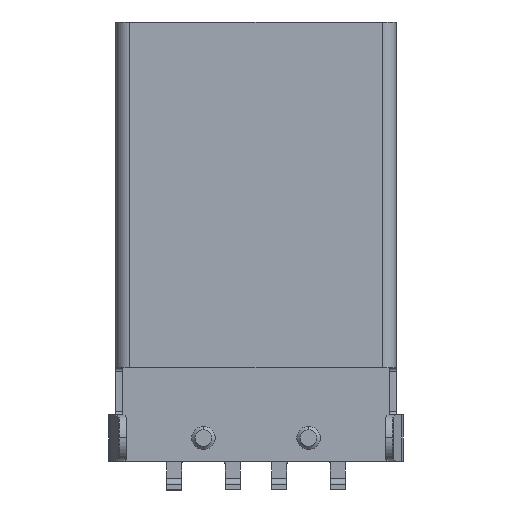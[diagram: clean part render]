
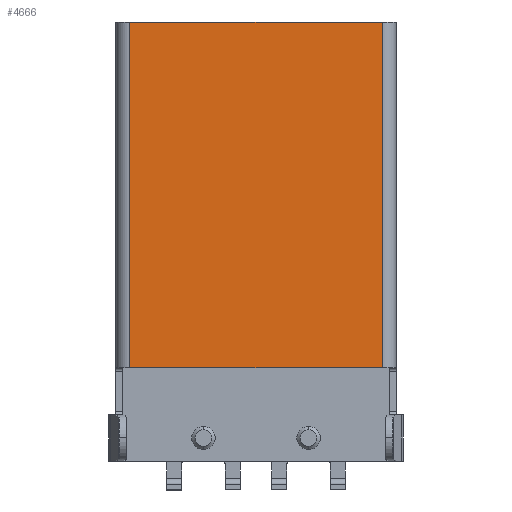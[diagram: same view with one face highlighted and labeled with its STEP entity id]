
A CAD part, front view. The second image highlights one B-rep face of the part: STEP entity #4666.
In plain terms, the highlighted planar face has unit normal (0, -1, 0).
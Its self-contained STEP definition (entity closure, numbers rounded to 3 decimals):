
#143 = VECTOR ( 'NONE', #3208, 1000. ) ;
#149 = LINE ( 'NONE', #885, #143 ) ;
#306 = DIRECTION ( 'NONE',  ( 0., 0., -1. ) ) ;
#885 = CARTESIAN_POINT ( 'NONE',  ( 0., -4.5, 9.4 ) ) ;
#1350 = VERTEX_POINT ( 'NONE', #6758 ) ;
#1869 = CARTESIAN_POINT ( 'NONE',  ( -5.4, -4.5, -5.4 ) ) ;
#2222 = FACE_OUTER_BOUND ( 'NONE', #5133, .T. ) ;
#2335 = DIRECTION ( 'NONE',  ( -1., 0., 0. ) ) ;
#2359 = DIRECTION ( 'NONE',  ( 0., 1., 0. ) ) ;
#2462 = PLANE ( 'NONE',  #5279 ) ;
#2511 = CARTESIAN_POINT ( 'NONE',  ( 0., -4.5, 0. ) ) ;
#2834 = VERTEX_POINT ( 'NONE', #5396 ) ;
#3190 = CARTESIAN_POINT ( 'NONE',  ( 5.4, -4.5, -9.4 ) ) ;
#3208 = DIRECTION ( 'NONE',  ( -1., 0., 0. ) ) ;
#3524 = ORIENTED_EDGE ( 'NONE', *, *, #5737, .F. ) ;
#3549 = CARTESIAN_POINT ( 'NONE',  ( -6., -4.5, -5.4 ) ) ;
#3782 = CARTESIAN_POINT ( 'NONE',  ( -5.4, -4.5, 9.4 ) ) ;
#4117 = DIRECTION ( 'NONE',  ( -1., 0., 0. ) ) ;
#4157 = VECTOR ( 'NONE', #306, 1000. ) ;
#4211 = LINE ( 'NONE', #3190, #4157 ) ;
#4316 = VERTEX_POINT ( 'NONE', #1869 ) ;
#4505 = EDGE_CURVE ( 'NONE', #4316, #7451, #5998, .T. ) ;
#4666 = ADVANCED_FACE ( 'NONE', ( #2222 ), #2462, .F. ) ;
#5082 = ORIENTED_EDGE ( 'NONE', *, *, #7447, .T. ) ;
#5133 = EDGE_LOOP ( 'NONE', ( #3524, #6149, #5082, #6158 ) ) ;
#5223 = VECTOR ( 'NONE', #4117, 1000. ) ;
#5279 = AXIS2_PLACEMENT_3D ( 'NONE', #2511, #2359, #2335 ) ;
#5299 = LINE ( 'NONE', #3549, #5223 ) ;
#5396 = CARTESIAN_POINT ( 'NONE',  ( 5.4, -4.5, 9.4 ) ) ;
#5574 = VECTOR ( 'NONE', #7195, 1000. ) ;
#5737 = EDGE_CURVE ( 'NONE', #1350, #4316, #5299, .T. ) ;
#5959 = EDGE_CURVE ( 'NONE', #2834, #1350, #4211, .T. ) ;
#5998 = LINE ( 'NONE', #7050, #5574 ) ;
#6149 = ORIENTED_EDGE ( 'NONE', *, *, #5959, .F. ) ;
#6158 = ORIENTED_EDGE ( 'NONE', *, *, #4505, .F. ) ;
#6758 = CARTESIAN_POINT ( 'NONE',  ( 5.4, -4.5, -5.4 ) ) ;
#7050 = CARTESIAN_POINT ( 'NONE',  ( -5.4, -4.5, 9.4 ) ) ;
#7195 = DIRECTION ( 'NONE',  ( 0., 0., 1. ) ) ;
#7447 = EDGE_CURVE ( 'NONE', #2834, #7451, #149, .T. ) ;
#7451 = VERTEX_POINT ( 'NONE', #3782 ) ;
